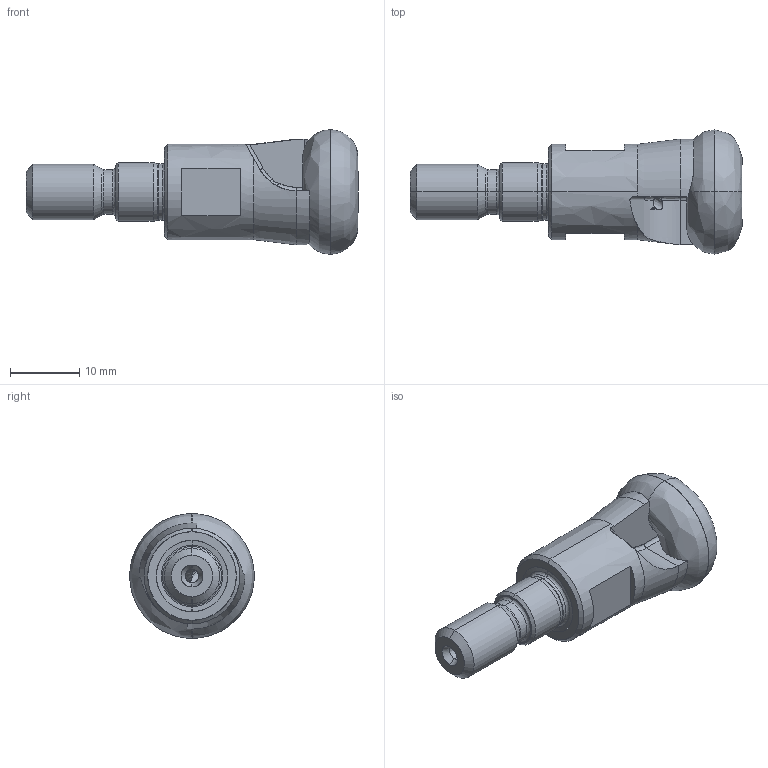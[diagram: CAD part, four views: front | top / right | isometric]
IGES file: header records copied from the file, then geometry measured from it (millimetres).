
Start section: SolidWorks IGES file using analytic representation for surfaces
Global section: file name: KEF_18_28_M8_508_2.IGS; native system: SolidWorks 2016; preprocessor: SolidWorks 2016; author: phk; date: 160920.094626; units: millimetre
Bounding box: 47.99 x 17.97 x 18 mm (x, y, z)
Surface area: 2546.4 mm2 (no closed solid volume)
Topology: 0 solids, 0 shells, 90 faces, 1053 edges, 1053 vertices
Faces by surface type: revolution 46, bspline 44
